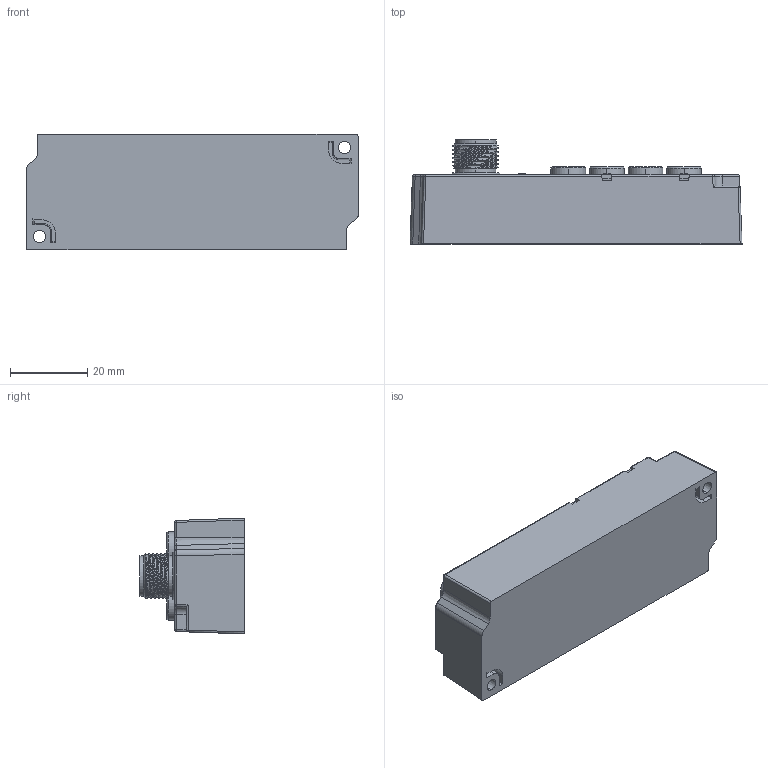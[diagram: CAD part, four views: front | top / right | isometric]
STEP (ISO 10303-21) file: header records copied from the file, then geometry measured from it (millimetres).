
FILE_DESCRIPTION((''),'2;1');
FILE_NAME('242903_SM01_ASM','2024-07-08T09:31:59',('banengservice'),('BANNER ENGINEERING'),'CREO PARAMETRIC BY PTC INC, 2022414','CREO PARAMETRIC BY PTC INC, 2022414','');
FILE_SCHEMA(('CONFIG_CONTROL_DESIGN'));
Products named in the file (2): 242903; 242903_SM01_ASM
Assembly tree (1 placements, depth 2):
  242903_SM01_ASM
    242903
Bounding box: 86 x 27 x 30 mm (x, y, z)
Volume: 43999.7 mm3; surface area: 13391.5 mm2
Topology: 2 solids, 21 shells, 1298 faces, 3458 edges, 2234 vertices
Faces by surface type: plane 726, cylinder 357, cone 100, sphere 34, extrusion 31, bspline 30, torus 20
Entity records: 55473 total; most frequent: CARTESIAN_POINT 23177, ORIENTED_EDGE 6816, DIRECTION 6448, EDGE_CURVE 3408, VECTOR 2320, LINE 2289, VERTEX_POINT 2234, AXIS2_PLACEMENT_3D 2064
